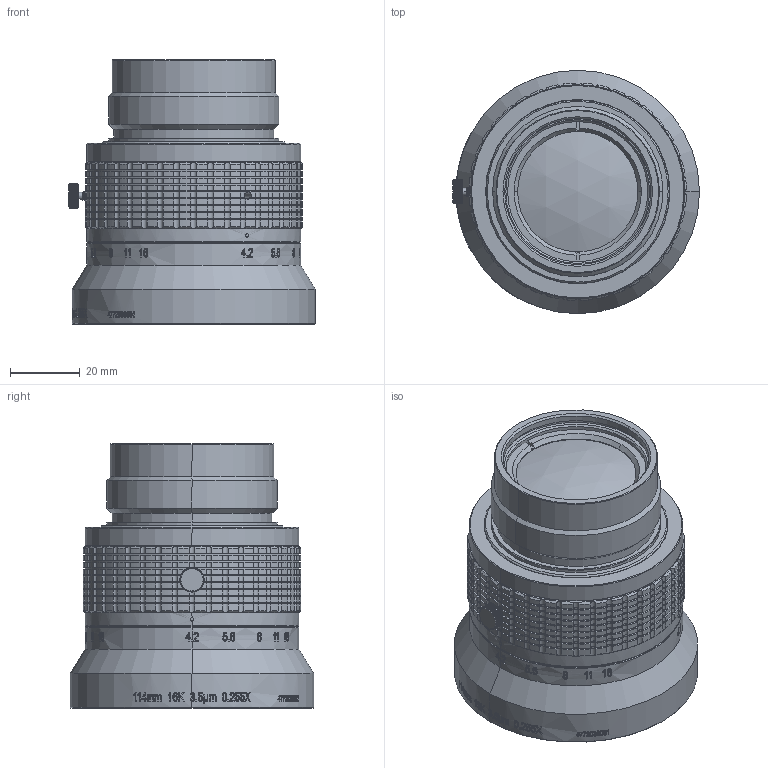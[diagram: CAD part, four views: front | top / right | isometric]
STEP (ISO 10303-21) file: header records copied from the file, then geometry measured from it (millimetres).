
FILE_DESCRIPTION((''),'2;1');
FILE_NAME('LS160255APO-ALL_ASM','2021-12-17T',('Administrator'),(''),'PRO/ENGINEER BY PARAMETRIC TECHNOLOGY CORPORATION, 2014320','PRO/ENGINEER BY PARAMETRIC TECHNOLOGY CORPORATION, 2014320','');
FILE_SCHEMA(('CONFIG_CONTROL_DESIGN','SHAPE_APPEARANCE_LAYERS_GROUPS'));
Length unit declared in the file: millimetre
Products named in the file (1): LS160255APO-ALL_ASM
Bounding box: 71 x 70 x 76 mm (x, y, z)
Volume: 37636.3 mm3; surface area: 58848.5 mm2
Topology: 3 solids, 9 shells, 3027 faces, 7781 edges, 4914 vertices
Faces by surface type: plane 1223, cylinder 1098, extrusion 250, cone 241, bspline 173, torus 36, sphere 6
Entity records: 136572 total; most frequent: CARTESIAN_POINT 40588, DIRECTION 15612, ORIENTED_EDGE 15539, EDGE_CURVE 7781, AXIS2_PLACEMENT_3D 6453, VERTEX_POINT 4914, PRESENTATION_STYLE_ASSIGNMENT 4763, STYLED_ITEM 4702
